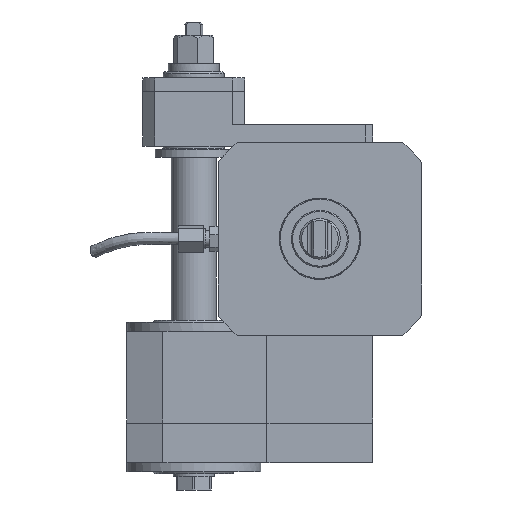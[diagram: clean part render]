
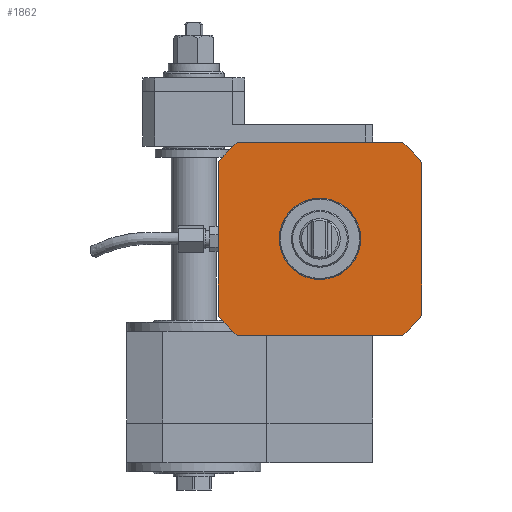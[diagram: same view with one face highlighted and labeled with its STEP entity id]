
A CAD part, front view. The second image highlights one B-rep face of the part: STEP entity #1862.
In plain terms, the highlighted planar face has unit normal (0, -1, 0).
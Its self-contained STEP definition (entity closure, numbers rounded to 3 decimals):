
#66 = CARTESIAN_POINT ( 'NONE',  ( 40.119, 6.155, -47.5 ) ) ;
#91 = ORIENTED_EDGE ( 'NONE', *, *, #25488, .F. ) ;
#184 = CARTESIAN_POINT ( 'NONE',  ( -0.501, 6.155, 19.866 ) ) ;
#570 = CARTESIAN_POINT ( 'NONE',  ( -50.501, 6.155, -37.5 ) ) ;
#1164 = FACE_OUTER_BOUND ( 'NONE', #5548, .T. ) ;
#1314 = CIRCLE ( 'NONE', #7413, 62.5 ) ;
#1862 = ADVANCED_FACE ( 'Defeature completata1_968', ( #30333, #1164 ), #10829, .F. ) ;
#2221 = VECTOR ( 'NONE', #10558, 1000. ) ;
#2260 = CIRCLE ( 'NONE', #5809, 19.866 ) ;
#3275 = DIRECTION ( 'NONE',  ( -1., 0., 0. ) ) ;
#3486 = DIRECTION ( 'NONE',  ( 0., 0., 1. ) ) ;
#3720 = DIRECTION ( 'NONE',  ( 0., 0., 1. ) ) ;
#3823 = VERTEX_POINT ( 'NONE', #28771 ) ;
#4157 = CARTESIAN_POINT ( 'NONE',  ( 49.499, 6.155, 37.5 ) ) ;
#5174 = ORIENTED_EDGE ( 'NONE', *, *, #20725, .F. ) ;
#5548 = EDGE_LOOP ( 'NONE', ( #25105, #15895, #28170, #9187, #5174, #23567, #91, #25789 ) ) ;
#5809 = AXIS2_PLACEMENT_3D ( 'NONE', #18287, #25236, #3486 ) ;
#5822 = VECTOR ( 'NONE', #3275, 1000. ) ;
#6132 = DIRECTION ( 'NONE',  ( 0., 0., 1. ) ) ;
#6232 = VERTEX_POINT ( 'NONE', #66 ) ;
#6259 = CARTESIAN_POINT ( 'NONE',  ( -0.501, 6.155, 0. ) ) ;
#6661 = ORIENTED_EDGE ( 'NONE', *, *, #18177, .T. ) ;
#7238 = CIRCLE ( 'NONE', #14245, 62.5 ) ;
#7413 = AXIS2_PLACEMENT_3D ( 'NONE', #6259, #8643, #3720 ) ;
#7871 = CARTESIAN_POINT ( 'NONE',  ( -41.121, 6.155, -47.5 ) ) ;
#8030 = LINE ( 'NONE', #7871, #5822 ) ;
#8643 = DIRECTION ( 'NONE',  ( 0., 1., 0. ) ) ;
#9187 = ORIENTED_EDGE ( 'NONE', *, *, #17092, .F. ) ;
#9830 = VERTEX_POINT ( 'NONE', #30709 ) ;
#9862 = LINE ( 'NONE', #19422, #14902 ) ;
#9996 = CARTESIAN_POINT ( 'NONE',  ( 49.499, 6.155, -37.5 ) ) ;
#10558 = DIRECTION ( 'NONE',  ( 1., 0., 0. ) ) ;
#10680 = EDGE_CURVE ( 'NONE', #6232, #27366, #8030, .T. ) ;
#10829 = PLANE ( 'NONE',  #22740 ) ;
#11971 = CARTESIAN_POINT ( 'NONE',  ( -41.121, 6.155, 47.5 ) ) ;
#11991 = DIRECTION ( 'NONE',  ( 0., 1., 0. ) ) ;
#12267 = CARTESIAN_POINT ( 'NONE',  ( -50.501, 6.155, -37.5 ) ) ;
#12906 = AXIS2_PLACEMENT_3D ( 'NONE', #24156, #21629, #22110 ) ;
#14245 = AXIS2_PLACEMENT_3D ( 'NONE', #23980, #11991, #19214 ) ;
#14610 = VERTEX_POINT ( 'NONE', #11971 ) ;
#14694 = EDGE_CURVE ( 'NONE', #14610, #3823, #22387, .T. ) ;
#14902 = VECTOR ( 'NONE', #15179, 1000. ) ;
#15179 = DIRECTION ( 'NONE',  ( 0., 0., -1. ) ) ;
#15895 = ORIENTED_EDGE ( 'NONE', *, *, #10680, .F. ) ;
#16791 = EDGE_CURVE ( 'NONE', #27366, #24940, #7238, .T. ) ;
#17092 = EDGE_CURVE ( 'NONE', #27472, #18991, #9862, .T. ) ;
#17127 = AXIS2_PLACEMENT_3D ( 'NONE', #20327, #27714, #6132 ) ;
#18177 = EDGE_CURVE ( 'NONE', #21831, #21831, #2260, .T. ) ;
#18287 = CARTESIAN_POINT ( 'NONE',  ( -0.501, 6.155, 0. ) ) ;
#18991 = VERTEX_POINT ( 'NONE', #9996 ) ;
#19214 = DIRECTION ( 'NONE',  ( 0., 0., 1. ) ) ;
#19422 = CARTESIAN_POINT ( 'NONE',  ( 49.499, 6.155, -37.5 ) ) ;
#19458 = DIRECTION ( 'NONE',  ( 0., 1., 0. ) ) ;
#19484 = DIRECTION ( 'NONE',  ( 0., 0., 1. ) ) ;
#19525 = VECTOR ( 'NONE', #19484, 1000. ) ;
#20147 = CARTESIAN_POINT ( 'NONE',  ( 40.119, 6.155, 47.5 ) ) ;
#20327 = CARTESIAN_POINT ( 'NONE',  ( -0.501, 6.155, 0. ) ) ;
#20422 = CARTESIAN_POINT ( 'NONE',  ( -0.501, 6.155, 0. ) ) ;
#20725 = EDGE_CURVE ( 'NONE', #3823, #27472, #21975, .T. ) ;
#21270 = EDGE_CURVE ( 'NONE', #18991, #6232, #1314, .T. ) ;
#21629 = DIRECTION ( 'NONE',  ( 0., 1., 0. ) ) ;
#21831 = VERTEX_POINT ( 'NONE', #184 ) ;
#21975 = CIRCLE ( 'NONE', #12906, 62.5 ) ;
#22110 = DIRECTION ( 'NONE',  ( 0., 0., 1. ) ) ;
#22387 = LINE ( 'NONE', #20147, #2221 ) ;
#22474 = EDGE_CURVE ( 'NONE', #24940, #9830, #24241, .T. ) ;
#22693 = CIRCLE ( 'NONE', #17127, 62.5 ) ;
#22740 = AXIS2_PLACEMENT_3D ( 'NONE', #20422, #19458, #28739 ) ;
#22964 = CARTESIAN_POINT ( 'NONE',  ( -41.121, 6.155, -47.5 ) ) ;
#23567 = ORIENTED_EDGE ( 'NONE', *, *, #14694, .F. ) ;
#23980 = CARTESIAN_POINT ( 'NONE',  ( -0.501, 6.155, 0. ) ) ;
#24156 = CARTESIAN_POINT ( 'NONE',  ( -0.501, 6.155, 0. ) ) ;
#24241 = LINE ( 'NONE', #12267, #19525 ) ;
#24940 = VERTEX_POINT ( 'NONE', #570 ) ;
#25105 = ORIENTED_EDGE ( 'NONE', *, *, #16791, .F. ) ;
#25236 = DIRECTION ( 'NONE',  ( 0., 1., 0. ) ) ;
#25488 = EDGE_CURVE ( 'NONE', #9830, #14610, #22693, .T. ) ;
#25789 = ORIENTED_EDGE ( 'NONE', *, *, #22474, .F. ) ;
#27366 = VERTEX_POINT ( 'NONE', #22964 ) ;
#27472 = VERTEX_POINT ( 'NONE', #4157 ) ;
#27714 = DIRECTION ( 'NONE',  ( 0., 1., 0. ) ) ;
#28170 = ORIENTED_EDGE ( 'NONE', *, *, #21270, .F. ) ;
#28739 = DIRECTION ( 'NONE',  ( 0., 0., 1. ) ) ;
#28771 = CARTESIAN_POINT ( 'NONE',  ( 40.119, 6.155, 47.5 ) ) ;
#29844 = EDGE_LOOP ( 'NONE', ( #6661 ) ) ;
#30333 = FACE_BOUND ( 'NONE', #29844, .T. ) ;
#30709 = CARTESIAN_POINT ( 'NONE',  ( -50.501, 6.155, 37.5 ) ) ;
